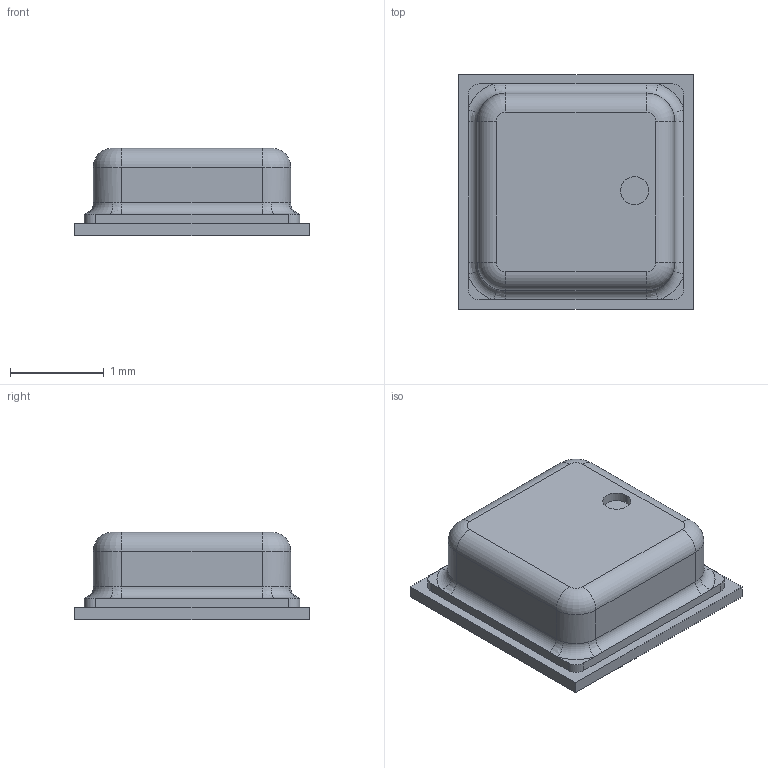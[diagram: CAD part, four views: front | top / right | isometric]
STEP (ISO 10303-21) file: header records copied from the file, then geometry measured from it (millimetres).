
FILE_DESCRIPTION (( 'STEP AP214' ), '1' );
FILE_NAME ('MOD-BME280.STEP', '2021-12-29T10:37:34', ( '' ), ( '' ), 'SwSTEP 2.0', 'SolidWorks 2018', '' );
FILE_SCHEMA (( 'AUTOMOTIVE_DESIGN' ));
Length unit declared in the file: millimetre
Products named in the file (1): MOD-BME280
Bounding box: 2.5 x 2.5 x 0.93 mm (x, y, z)
Volume: 4.3 mm3; surface area: 19.2 mm2
Topology: 1 solids, 1 shells, 97 faces, 228 edges, 144 vertices
Faces by surface type: plane 61, cylinder 20, torus 8, bspline 8
Entity records: 3911 total; most frequent: CARTESIAN_POINT 582, DIRECTION 456, ORIENTED_EDGE 456, EDGE_CURVE 228, VECTOR 164, LINE 164, AXIS2_PLACEMENT_3D 146, VERTEX_POINT 144
